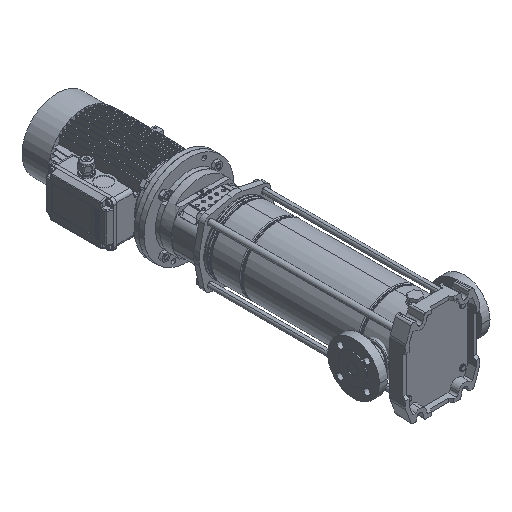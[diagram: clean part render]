
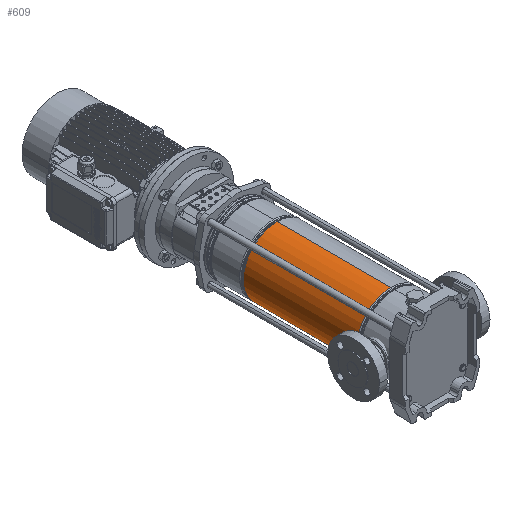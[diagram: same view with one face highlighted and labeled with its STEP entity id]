
A CAD part, isometric view. The second image highlights one B-rep face of the part: STEP entity #609.
In plain terms, the highlighted cylindrical face has radius 74.9 mm (diameter 149.8 mm), a partial arc.
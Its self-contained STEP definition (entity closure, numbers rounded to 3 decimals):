
#609 = ADVANCED_FACE ( 'NONE', ( #65967 ), #50929, .T. ) ;
#1607 = LINE ( 'NONE', #12561, #63572 ) ;
#2713 = VERTEX_POINT ( 'NONE', #50086 ) ;
#3066 = DIRECTION ( 'NONE',  ( -1., 0., 0. ) ) ;
#3239 = CARTESIAN_POINT ( 'NONE',  ( 0., 0., 340.221 ) ) ;
#3971 = EDGE_CURVE ( 'NONE', #2713, #66006, #51183, .T. ) ;
#5923 = CARTESIAN_POINT ( 'NONE',  ( 74.9, 0., 340.221 ) ) ;
#9072 = CARTESIAN_POINT ( 'NONE',  ( 74.9, 0., 87.279 ) ) ;
#9550 = CARTESIAN_POINT ( 'NONE',  ( 0., 0., 0. ) ) ;
#12024 = DIRECTION ( 'NONE',  ( 0., 0., -1. ) ) ;
#12561 = CARTESIAN_POINT ( 'NONE',  ( -74.9, 0., 0. ) ) ;
#14744 = ORIENTED_EDGE ( 'NONE', *, *, #20921, .T. ) ;
#15506 = CARTESIAN_POINT ( 'NONE',  ( -74.9, 0., 87.279 ) ) ;
#17022 = EDGE_LOOP ( 'NONE', ( #47559, #14744, #40303, #17919 ) ) ;
#17146 = LINE ( 'NONE', #43450, #60508 ) ;
#17291 = EDGE_CURVE ( 'NONE', #2713, #63594, #1607, .T. ) ;
#17919 = ORIENTED_EDGE ( 'NONE', *, *, #17291, .F. ) ;
#20921 = EDGE_CURVE ( 'NONE', #66006, #60605, #17146, .T. ) ;
#21334 = AXIS2_PLACEMENT_3D ( 'NONE', #25739, #51036, #56171 ) ;
#22401 = EDGE_CURVE ( 'NONE', #60605, #63594, #34467, .T. ) ;
#24112 = DIRECTION ( 'NONE',  ( 0., 0., -1. ) ) ;
#25739 = CARTESIAN_POINT ( 'NONE',  ( 0., 0., 87.279 ) ) ;
#32387 = AXIS2_PLACEMENT_3D ( 'NONE', #9550, #49602, #3066 ) ;
#34467 = CIRCLE ( 'NONE', #21334, 74.9 ) ;
#34782 = AXIS2_PLACEMENT_3D ( 'NONE', #3239, #24112, #55224 ) ;
#40303 = ORIENTED_EDGE ( 'NONE', *, *, #22401, .T. ) ;
#43450 = CARTESIAN_POINT ( 'NONE',  ( 74.9, 0., 0. ) ) ;
#47559 = ORIENTED_EDGE ( 'NONE', *, *, #3971, .T. ) ;
#49602 = DIRECTION ( 'NONE',  ( 0., 0., -1. ) ) ;
#50086 = CARTESIAN_POINT ( 'NONE',  ( -74.9, 0., 340.221 ) ) ;
#50929 = CYLINDRICAL_SURFACE ( 'NONE', #32387, 74.9 ) ;
#51036 = DIRECTION ( 'NONE',  ( 0., 0., 1. ) ) ;
#51183 = CIRCLE ( 'NONE', #34782, 74.9 ) ;
#54263 = DIRECTION ( 'NONE',  ( 0., 0., -1. ) ) ;
#55224 = DIRECTION ( 'NONE',  ( 1., 0., 0. ) ) ;
#56171 = DIRECTION ( 'NONE',  ( 1., 0., 0. ) ) ;
#60508 = VECTOR ( 'NONE', #12024, 1000. ) ;
#60605 = VERTEX_POINT ( 'NONE', #9072 ) ;
#63572 = VECTOR ( 'NONE', #54263, 1000. ) ;
#63594 = VERTEX_POINT ( 'NONE', #15506 ) ;
#65967 = FACE_OUTER_BOUND ( 'NONE', #17022, .T. ) ;
#66006 = VERTEX_POINT ( 'NONE', #5923 ) ;
